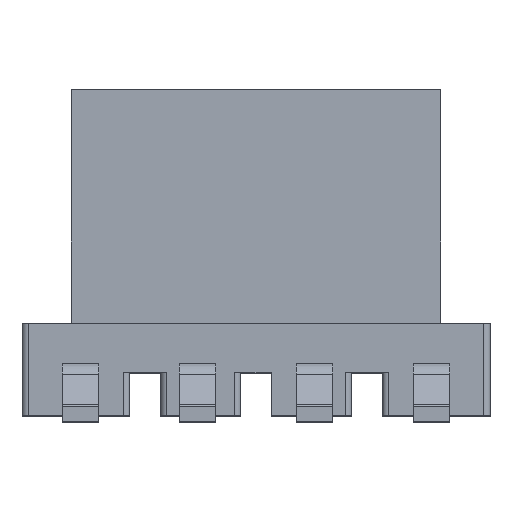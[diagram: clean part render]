
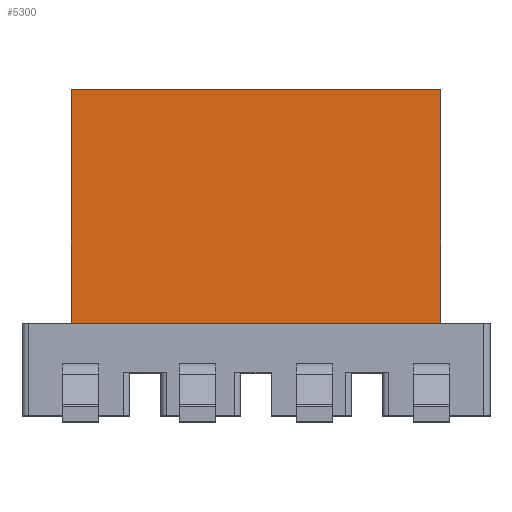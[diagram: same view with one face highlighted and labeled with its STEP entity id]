
A CAD part, top view. The second image highlights one B-rep face of the part: STEP entity #5300.
In plain terms, the highlighted planar face has unit normal (0, 0, 1).
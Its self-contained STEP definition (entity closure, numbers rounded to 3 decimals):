
#25=DIRECTION('',(1.,0.,0.));
#26=VECTOR('',#25,6.);
#27=CARTESIAN_POINT('',(-3.,0.,2.8));
#28=LINE('',#27,#26);
#1158=DIRECTION('',(1.,0.,0.));
#1159=VECTOR('',#1158,6.);
#1160=CARTESIAN_POINT('',(-3.,3.8,2.8));
#1161=LINE('',#1160,#1159);
#1186=DIRECTION('',(0.,1.,0.));
#1187=VECTOR('',#1186,3.8);
#1188=CARTESIAN_POINT('',(3.,0.,2.8));
#1189=LINE('',#1188,#1187);
#1278=DIRECTION('',(0.,1.,0.));
#1279=VECTOR('',#1278,3.8);
#1280=CARTESIAN_POINT('',(-3.,0.,2.8));
#1281=LINE('',#1280,#1279);
#2827=CARTESIAN_POINT('',(-3.,0.,2.8));
#2828=CARTESIAN_POINT('',(3.,0.,2.8));
#2829=VERTEX_POINT('',#2827);
#2830=VERTEX_POINT('',#2828);
#2835=CARTESIAN_POINT('',(-3.,3.8,2.8));
#2836=CARTESIAN_POINT('',(3.,3.8,2.8));
#2837=VERTEX_POINT('',#2835);
#2838=VERTEX_POINT('',#2836);
#5289=CARTESIAN_POINT('',(-3.,0.,2.8));
#5290=DIRECTION('',(0.,0.,1.));
#5291=DIRECTION('',(1.,0.,0.));
#5292=AXIS2_PLACEMENT_3D('',#5289,#5290,#5291);
#5293=PLANE('',#5292);
#5294=ORIENTED_EDGE('',*,*,#3700,.F.);
#5295=ORIENTED_EDGE('',*,*,#5059,.T.);
#5296=ORIENTED_EDGE('',*,*,#5111,.T.);
#5297=ORIENTED_EDGE('',*,*,#5154,.F.);
#5298=EDGE_LOOP('',(#5294,#5295,#5296,#5297));
#5299=FACE_OUTER_BOUND('',#5298,.F.);
#5300=ADVANCED_FACE('',(#5299),#5293,.T.);
#3700=EDGE_CURVE('',#2829,#2830,#28,.T.);
#5059=EDGE_CURVE('',#2829,#2837,#1281,.T.);
#5111=EDGE_CURVE('',#2837,#2838,#1161,.T.);
#5154=EDGE_CURVE('',#2830,#2838,#1189,.T.);
